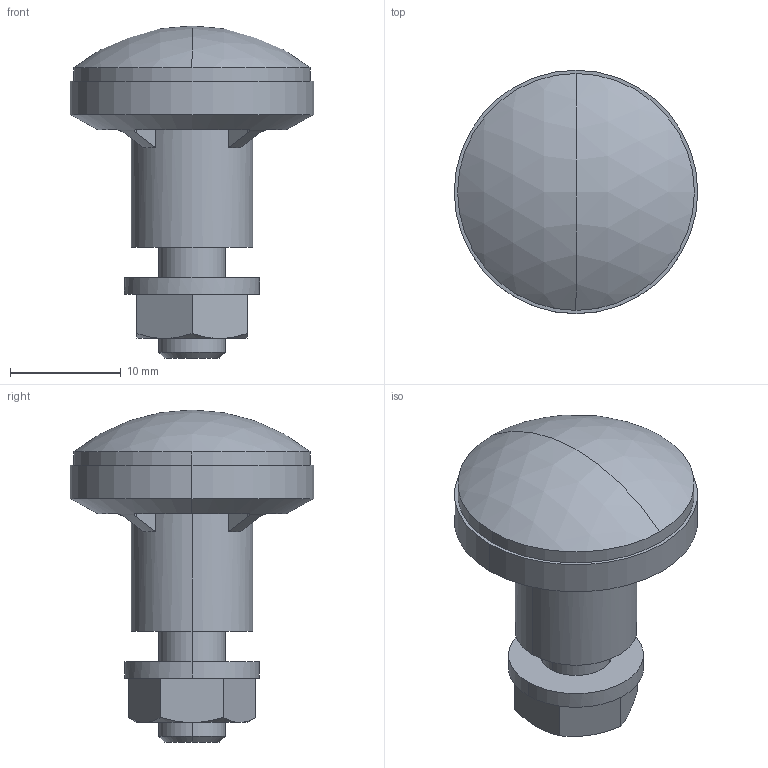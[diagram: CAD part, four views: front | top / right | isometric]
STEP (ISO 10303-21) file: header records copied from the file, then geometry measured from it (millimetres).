
FILE_DESCRIPTION (( 'STEP AP203' ), '1' );
FILE_NAME ('sone3D.STEP', '2014-02-04T07:54:17', ( '' ), ( '' ), 'SwSTEP 2.0', 'SolidWorks 2012', '' );
FILE_SCHEMA (( 'CONFIG_CONTROL_DESIGN' ));
Length unit declared in the file: millimetre
Products named in the file (4): AP-38-1ナット_; sone3D; AP-38-1ワッシャ_; AP-38-1ツマミ_
Assembly tree (3 placements, depth 2):
  sone3D
    AP-38-1ツマミ_
    AP-38-1ワッシャ_
    AP-38-1ナット_
Bounding box: 22 x 22 x 30 mm (x, y, z)
Volume: 4353 mm3; surface area: 2262.2 mm2
Topology: 3 solids, 3 shells, 70 faces, 182 edges, 120 vertices
Faces by surface type: cylinder 31, plane 27, cone 10, sphere 2
Entity records: 2673 total; most frequent: CARTESIAN_POINT 546, DIRECTION 369, ORIENTED_EDGE 364, EDGE_CURVE 182, AXIS2_PLACEMENT_3D 147, VERTEX_POINT 120, VECTOR 75, LINE 75
